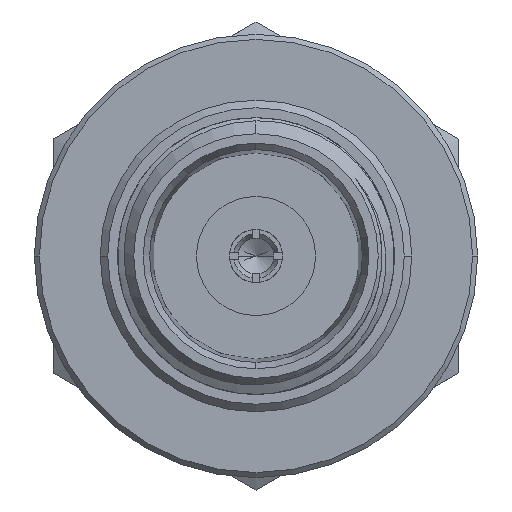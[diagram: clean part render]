
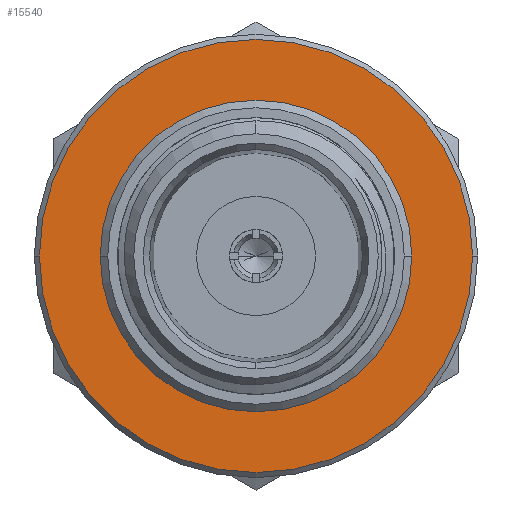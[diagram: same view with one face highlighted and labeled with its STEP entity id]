
A CAD part, left-side view. The second image highlights one B-rep face of the part: STEP entity #15540.
In plain terms, the highlighted planar face has unit normal (-1, 0, 0).
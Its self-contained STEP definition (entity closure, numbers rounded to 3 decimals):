
#3604=CARTESIAN_POINT('',(-14.1,0.,0.));
#3605=DIRECTION('',(-1.,0.,0.));
#3606=DIRECTION('',(0.,1.,0.));
#3607=AXIS2_PLACEMENT_3D('',#3604,#3605,#3606);
#3609=CARTESIAN_POINT('',(-14.1,0.,0.));
#3610=DIRECTION('',(-1.,0.,0.));
#3611=DIRECTION('',(0.,-1.,0.));
#3612=AXIS2_PLACEMENT_3D('',#3609,#3610,#3611);
#3637=CARTESIAN_POINT('',(-14.1,0.,0.));
#3638=DIRECTION('',(1.,0.,0.));
#3639=DIRECTION('',(0.,1.,0.));
#3640=AXIS2_PLACEMENT_3D('',#3637,#3638,#3639);
#3679=CARTESIAN_POINT('',(-14.1,0.,0.));
#3680=DIRECTION('',(-1.,0.,0.));
#3681=DIRECTION('',(0.,1.,0.));
#3682=AXIS2_PLACEMENT_3D('',#3679,#3680,#3681);
#10301=CARTESIAN_POINT('',(-14.1,6.15,0.));
#10302=CARTESIAN_POINT('',(-14.1,-6.15,0.));
#10303=VERTEX_POINT('',#10301);
#10304=VERTEX_POINT('',#10302);
#10356=CARTESIAN_POINT('',(-14.1,8.55,0.));
#10357=CARTESIAN_POINT('',(-14.1,-8.55,0.));
#10358=VERTEX_POINT('',#10356);
#10359=VERTEX_POINT('',#10357);
#15524=CARTESIAN_POINT('',(-14.1,0.,0.));
#15525=DIRECTION('',(-1.,0.,0.));
#15526=DIRECTION('',(0.,1.,0.));
#15527=AXIS2_PLACEMENT_3D('',#15524,#15525,#15526);
#15528=PLANE('',#15527);
#15530=ORIENTED_EDGE('',*,*,#15529,.F.);
#15531=ORIENTED_EDGE('',*,*,#15514,.F.);
#15532=EDGE_LOOP('',(#15530,#15531));
#15533=FACE_OUTER_BOUND('',#15532,.F.);
#15535=ORIENTED_EDGE('',*,*,#15534,.F.);
#15537=ORIENTED_EDGE('',*,*,#15536,.T.);
#15538=EDGE_LOOP('',(#15535,#15537));
#15539=FACE_BOUND('',#15538,.F.);
#15540=ADVANCED_FACE('',(#15533,#15539),#15528,.T.);
#3608=CIRCLE('',#3607,8.55);
#3613=CIRCLE('',#3612,8.55);
#3641=CIRCLE('',#3640,6.15);
#3683=CIRCLE('',#3682,6.15);
#15514=EDGE_CURVE('',#10359,#10358,#3613,.T.);
#15529=EDGE_CURVE('',#10358,#10359,#3608,.T.);
#15534=EDGE_CURVE('',#10303,#10304,#3641,.T.);
#15536=EDGE_CURVE('',#10303,#10304,#3683,.T.);
